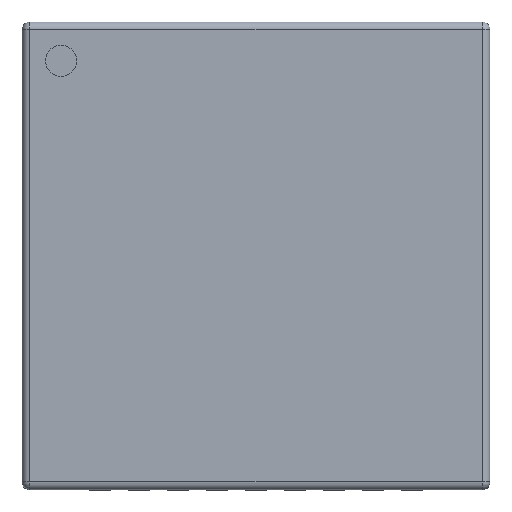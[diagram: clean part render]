
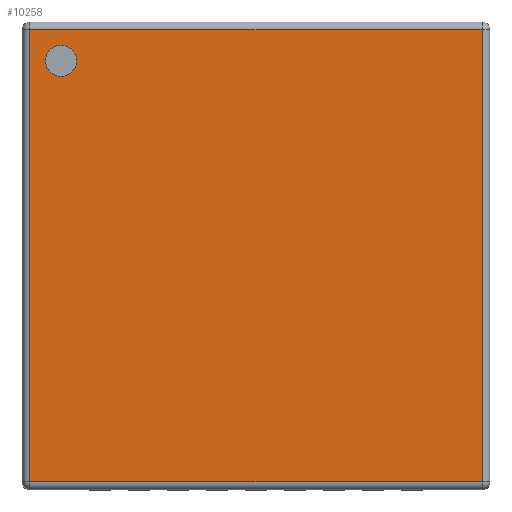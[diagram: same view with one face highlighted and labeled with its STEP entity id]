
A CAD part, top view. The second image highlights one B-rep face of the part: STEP entity #10258.
In plain terms, the highlighted planar face has unit normal (0, 0, 1).
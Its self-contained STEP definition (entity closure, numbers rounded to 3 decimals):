
#8368 = VERTEX_POINT('',#8369);
#8369 = CARTESIAN_POINT('',(-2.899,-2.899,1.));
#8376 = EDGE_CURVE('',#8368,#8377,#8379,.T.);
#8377 = VERTEX_POINT('',#8378);
#8378 = CARTESIAN_POINT('',(-2.899,2.899,1.));
#8379 = LINE('',#8380,#8381);
#8380 = CARTESIAN_POINT('',(-2.899,-2.999,1.));
#8381 = VECTOR('',#8382,1.);
#8382 = DIRECTION('',(0.,1.,0.));
#8755 = VERTEX_POINT('',#8756);
#8756 = CARTESIAN_POINT('',(2.899,-2.899,1.));
#8763 = EDGE_CURVE('',#8368,#8755,#8764,.T.);
#8764 = LINE('',#8765,#8766);
#8765 = CARTESIAN_POINT('',(-2.999,-2.899,1.));
#8766 = VECTOR('',#8767,1.);
#8767 = DIRECTION('',(1.,0.,0.));
#9476 = EDGE_CURVE('',#8377,#9477,#9479,.T.);
#9477 = VERTEX_POINT('',#9478);
#9478 = CARTESIAN_POINT('',(2.899,2.899,1.));
#9479 = LINE('',#9480,#9481);
#9480 = CARTESIAN_POINT('',(-2.999,2.899,1.));
#9481 = VECTOR('',#9482,1.);
#9482 = DIRECTION('',(1.,0.,0.));
#9555 = EDGE_CURVE('',#8755,#9477,#9556,.T.);
#9556 = LINE('',#9557,#9558);
#9557 = CARTESIAN_POINT('',(2.899,-2.999,1.));
#9558 = VECTOR('',#9559,1.);
#9559 = DIRECTION('',(0.,1.,0.));
#10258 = ADVANCED_FACE('',(#10259,#10265),#10276,.T.);
#10259 = FACE_BOUND('',#10260,.T.);
#10260 = EDGE_LOOP('',(#10261,#10262,#10263,#10264));
#10261 = ORIENTED_EDGE('',*,*,#8376,.F.);
#10262 = ORIENTED_EDGE('',*,*,#8763,.T.);
#10263 = ORIENTED_EDGE('',*,*,#9555,.T.);
#10264 = ORIENTED_EDGE('',*,*,#9476,.F.);
#10265 = FACE_BOUND('',#10266,.T.);
#10266 = EDGE_LOOP('',(#10267));
#10267 = ORIENTED_EDGE('',*,*,#10268,.F.);
#10268 = EDGE_CURVE('',#10269,#10269,#10271,.T.);
#10269 = VERTEX_POINT('',#10270);
#10270 = CARTESIAN_POINT('',(-2.3,2.5,1.));
#10271 = CIRCLE('',#10272,0.2);
#10272 = AXIS2_PLACEMENT_3D('',#10273,#10274,#10275);
#10273 = CARTESIAN_POINT('',(-2.5,2.5,1.));
#10274 = DIRECTION('',(0.,0.,1.));
#10275 = DIRECTION('',(1.,0.,0.));
#10276 = PLANE('',#10277);
#10277 = AXIS2_PLACEMENT_3D('',#10278,#10279,#10280);
#10278 = CARTESIAN_POINT('',(-2.999,-2.999,1.));
#10279 = DIRECTION('',(0.,0.,1.));
#10280 = DIRECTION('',(1.,0.,0.));
